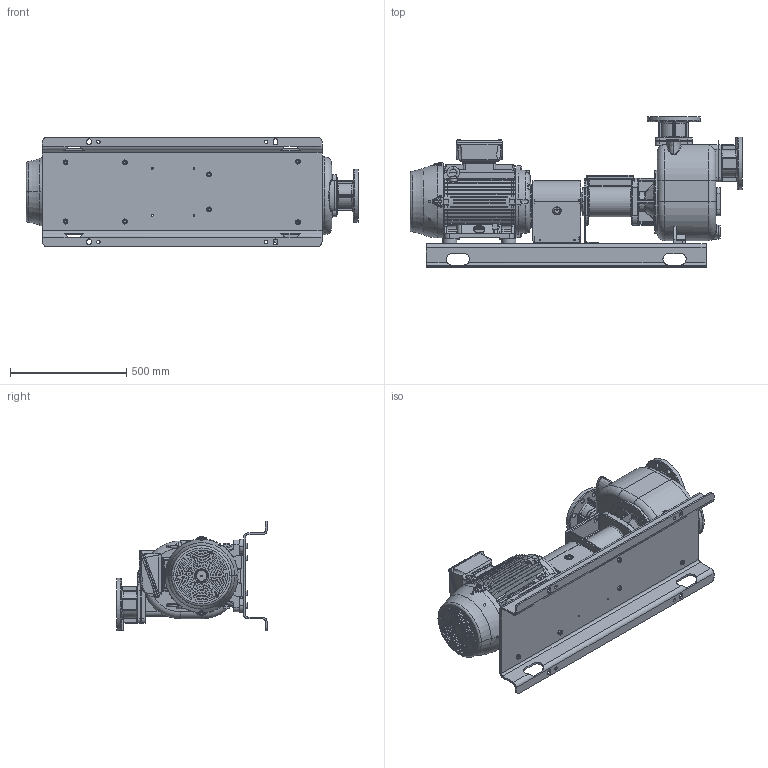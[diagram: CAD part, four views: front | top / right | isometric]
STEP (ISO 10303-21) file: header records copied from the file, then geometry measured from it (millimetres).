
FILE_DESCRIPTION((''),'2;1');
FILE_NAME('S108_B_FIT','2017-06-26T',('Nicola'),(''),'CREO PARAMETRIC BY PTC INC, 2017020','CREO PARAMETRIC BY PTC INC, 2017020','');
FILE_SCHEMA(('CONFIG_CONTROL_DESIGN'));
Products named in the file (1): S108_B_FIT
Bounding box: 1425.15 x 644 x 471 mm (x, y, z)
Volume: 84482526 mm3; surface area: 4893145 mm2
Topology: 2 solids, 2 shells, 3857 faces, 10265 edges, 6494 vertices
Faces by surface type: plane 1571, cylinder 1239, cone 429, bspline 380, torus 172, sphere 42, revolution 12, extrusion 12
Entity records: 167553 total; most frequent: CARTESIAN_POINT 74138, ORIENTED_EDGE 20474, DIRECTION 18464, EDGE_CURVE 10237, AXIS2_PLACEMENT_3D 6925, VERTEX_POINT 6494, VECTOR 4602, LINE 4590
